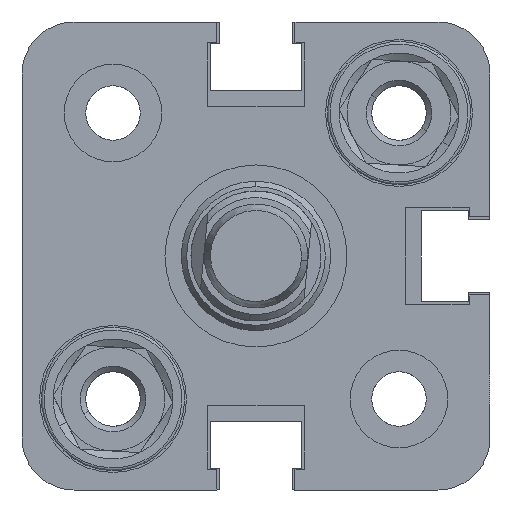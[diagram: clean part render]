
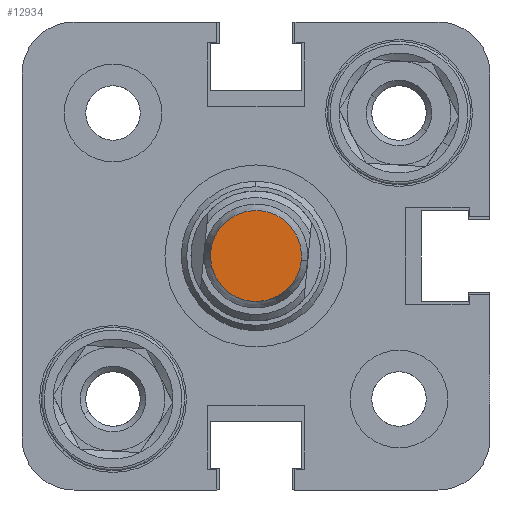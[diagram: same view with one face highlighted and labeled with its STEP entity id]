
A CAD part, left-side view. The second image highlights one B-rep face of the part: STEP entity #12934.
In plain terms, the highlighted face is planar.
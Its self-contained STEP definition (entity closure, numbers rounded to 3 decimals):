
#889 = DIRECTION ( 'NONE',  ( 0., 0., 1. ) ) ;
#979 = DIRECTION ( 'NONE',  ( 1., 0., 0. ) ) ;
#1132 = EDGE_CURVE ( 'NONE', #3366, #9977, #8727, .T. ) ;
#1579 = PLANE ( 'NONE',  #3728 ) ;
#2201 = AXIS2_PLACEMENT_3D ( 'NONE', #4835, #8931, #2479 ) ;
#2479 = DIRECTION ( 'NONE',  ( 0., 0., 1. ) ) ;
#2508 = ORIENTED_EDGE ( 'NONE', *, *, #7184, .T. ) ;
#2738 = FACE_OUTER_BOUND ( 'NONE', #6292, .T. ) ;
#3366 = VERTEX_POINT ( 'NONE', #9296 ) ;
#3728 = AXIS2_PLACEMENT_3D ( 'NONE', #12831, #7780, #15485 ) ;
#4835 = CARTESIAN_POINT ( 'NONE',  ( 16., 0., 0. ) ) ;
#6292 = EDGE_LOOP ( 'NONE', ( #2508, #14405 ) ) ;
#7184 = EDGE_CURVE ( 'NONE', #9977, #3366, #12370, .T. ) ;
#7780 = DIRECTION ( 'NONE',  ( -1., 0., 0. ) ) ;
#8727 = CIRCLE ( 'NONE', #10350, 3.5 ) ;
#8931 = DIRECTION ( 'NONE',  ( 1., 0., 0. ) ) ;
#9296 = CARTESIAN_POINT ( 'NONE',  ( 16., 0., -3.5 ) ) ;
#9932 = CARTESIAN_POINT ( 'NONE',  ( 16., 0., 3.5 ) ) ;
#9977 = VERTEX_POINT ( 'NONE', #9932 ) ;
#10350 = AXIS2_PLACEMENT_3D ( 'NONE', #11215, #979, #889 ) ;
#11215 = CARTESIAN_POINT ( 'NONE',  ( 16., 0., 0. ) ) ;
#12370 = CIRCLE ( 'NONE', #2201, 3.5 ) ;
#12831 = CARTESIAN_POINT ( 'NONE',  ( 16., 0., 0. ) ) ;
#12934 = ADVANCED_FACE ( 'NONE', ( #2738 ), #1579, .F. ) ;
#14405 = ORIENTED_EDGE ( 'NONE', *, *, #1132, .T. ) ;
#15485 = DIRECTION ( 'NONE',  ( 0., 0., 1. ) ) ;
